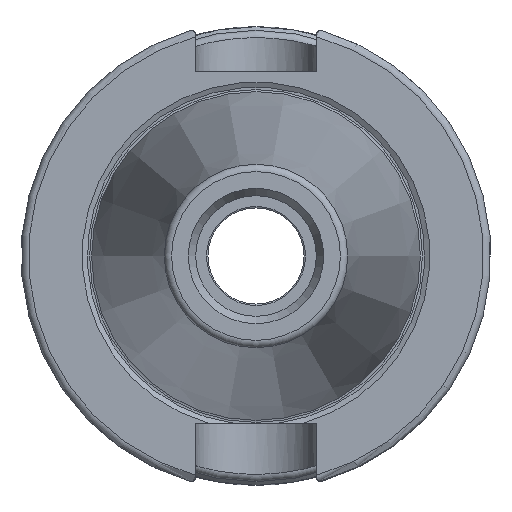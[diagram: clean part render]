
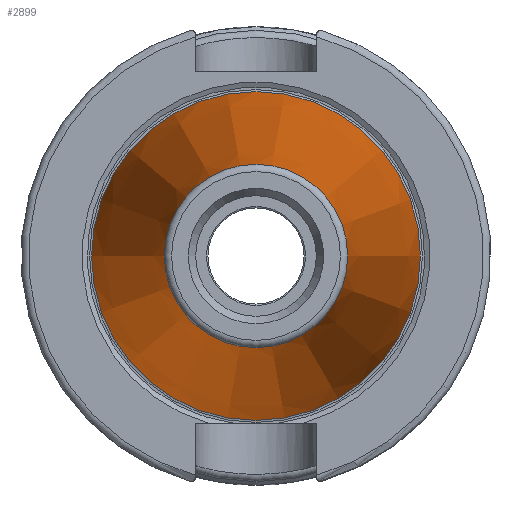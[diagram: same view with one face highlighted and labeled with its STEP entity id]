
A CAD part, left-side view. The second image highlights one B-rep face of the part: STEP entity #2899.
In plain terms, the highlighted conical face has half-angle 8.297 degrees and reference radius 17.248 mm.
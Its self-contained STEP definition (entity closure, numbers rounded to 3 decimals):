
#120=CONICAL_SURFACE('',#3186,17.248,0.145);
#278=FACE_OUTER_BOUND('',#461,.T.);
#461=EDGE_LOOP('',(#2107,#2108,#2109,#2110,#2111));
#644=CIRCLE('',#3180,12.397);
#645=CIRCLE('',#3181,12.397);
#649=CIRCLE('',#3187,22.225);
#796=LINE('',#4611,#999);
#999=VECTOR('',#3614,17.248);
#1277=VERTEX_POINT('',#4598);
#1278=VERTEX_POINT('',#4599);
#1281=VERTEX_POINT('',#4609);
#1592=EDGE_CURVE('',#1277,#1278,#644,.T.);
#1593=EDGE_CURVE('',#1278,#1277,#645,.T.);
#1597=EDGE_CURVE('',#1281,#1281,#649,.T.);
#1598=EDGE_CURVE('',#1281,#1278,#796,.T.);
#2107=ORIENTED_EDGE('',*,*,#1597,.F.);
#2108=ORIENTED_EDGE('',*,*,#1598,.T.);
#2109=ORIENTED_EDGE('',*,*,#1592,.F.);
#2110=ORIENTED_EDGE('',*,*,#1593,.F.);
#2111=ORIENTED_EDGE('',*,*,#1598,.F.);
#2899=ADVANCED_FACE('',(#278),#120,.T.);
#3180=AXIS2_PLACEMENT_3D('',#4600,#3598,#3599);
#3181=AXIS2_PLACEMENT_3D('',#4601,#3600,#3601);
#3186=AXIS2_PLACEMENT_3D('',#4608,#3610,#3611);
#3187=AXIS2_PLACEMENT_3D('',#4610,#3612,#3613);
#3598=DIRECTION('center_axis',(-1.,0.,0.));
#3599=DIRECTION('ref_axis',(0.,-1.,0.));
#3600=DIRECTION('center_axis',(-1.,0.,0.));
#3601=DIRECTION('ref_axis',(0.,-1.,0.));
#3610=DIRECTION('center_axis',(1.,0.,0.));
#3611=DIRECTION('ref_axis',(0.,1.,0.));
#3612=DIRECTION('center_axis',(1.,0.,0.));
#3613=DIRECTION('ref_axis',(0.,0.,-1.));
#3614=DIRECTION('',(-0.99,0.144,0.));
#4598=CARTESIAN_POINT('',(-67.394,0.,12.397));
#4599=CARTESIAN_POINT('',(-67.394,-12.397,0.));
#4600=CARTESIAN_POINT('Origin',(-67.394,0.,0.));
#4601=CARTESIAN_POINT('Origin',(-67.394,0.,0.));
#4608=CARTESIAN_POINT('Origin',(-34.125,0.,0.));
#4609=CARTESIAN_POINT('',(0.,-22.225,0.));
#4610=CARTESIAN_POINT('Origin',(0.,0.,0.));
#4611=CARTESIAN_POINT('',(-34.125,-17.248,0.));
